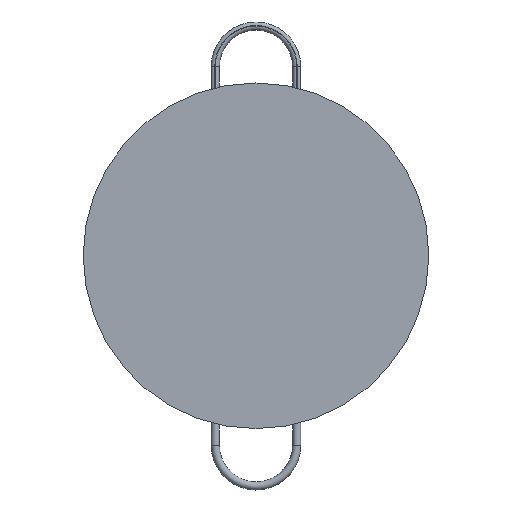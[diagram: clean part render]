
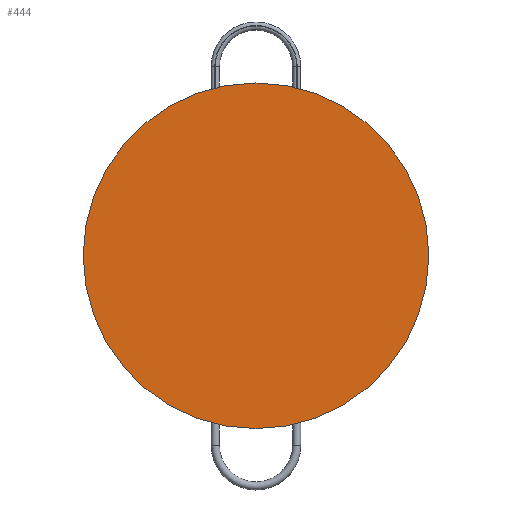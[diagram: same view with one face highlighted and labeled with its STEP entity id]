
A CAD part, top view. The second image highlights one B-rep face of the part: STEP entity #444.
In plain terms, the highlighted planar face has unit normal (0, 0, 1).
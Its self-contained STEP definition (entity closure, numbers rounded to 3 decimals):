
#82=PLANE('',#487);
#89=ORIENTED_EDGE('',*,*,#220,.F.);
#220=EDGE_CURVE('',#287,#287,#330,.T.);
#287=VERTEX_POINT('',#689);
#330=CIRCLE('',#484,42.5);
#366=EDGE_LOOP('',(#89));
#398=FACE_BOUND('',#366,.T.);
#444=ADVANCED_FACE('',(#398),#82,.F.);
#484=AXIS2_PLACEMENT_3D('',#688,#548,#549);
#487=AXIS2_PLACEMENT_3D('',#693,#554,#555);
#548=DIRECTION('',(0.,0.,-1.));
#549=DIRECTION('',(1.,0.,0.));
#554=DIRECTION('',(0.,0.,-1.));
#555=DIRECTION('',(-1.,0.,0.));
#688=CARTESIAN_POINT('',(0.,0.,0.));
#689=CARTESIAN_POINT('',(42.5,0.,0.));
#693=CARTESIAN_POINT('',(0.,0.,0.));
